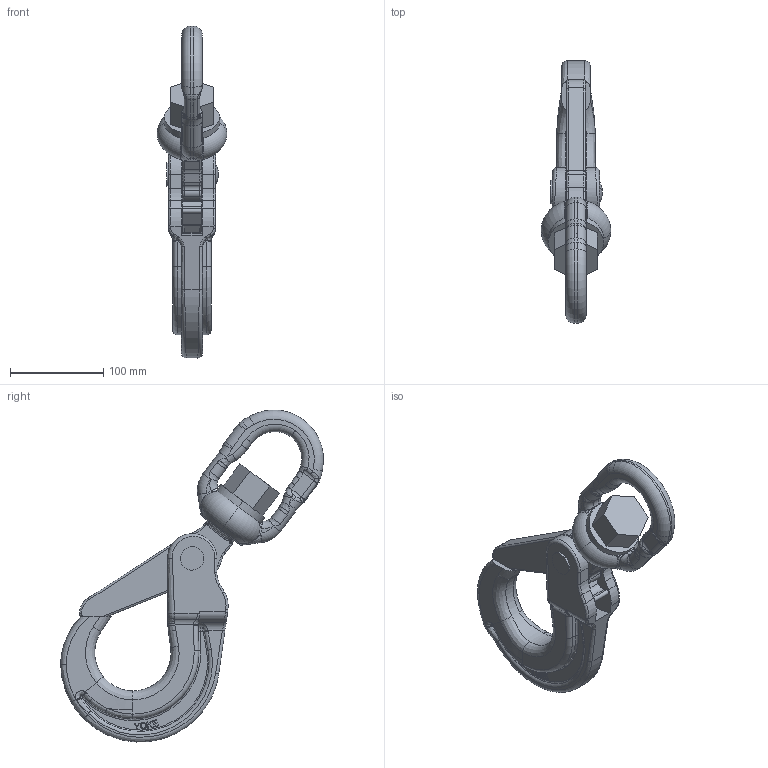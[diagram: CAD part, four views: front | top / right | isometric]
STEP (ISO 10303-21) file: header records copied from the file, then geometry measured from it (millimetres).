
FILE_DESCRIPTION(('CATIA V5 STEP Exchange'),'2;1');
FILE_NAME('8&X-027-16(NEW).stp','2014-04-28T09:18:58+00:00',('none'),('none'),'CATIA Version 5 Release 21 GA (IN-10)','CATIA V5 STEP AP214','none');
FILE_SCHEMA(('AUTOMOTIVE_DESIGN { 1 0 10303 214 1 1 1 1 }'));
Products named in the file (1): 8&X-027-16
Bounding box: 74.99 x 282.62 x 356.97 mm (x, y, z)
Volume: 1012328.7 mm3; surface area: 129415.1 mm2
Topology: 1 solids, 1 shells, 627 faces, 1566 edges, 925 vertices
Faces by surface type: bspline 210, cylinder 151, plane 142, torus 112, extrusion 6, cone 4, sphere 2
Entity records: 37361 total; most frequent: CARTESIAN_POINT 24844, ORIENTED_EDGE 3084, DIRECTION 1632, EDGE_CURVE 1542, VERTEX_POINT 925, AXIS2_PLACEMENT_3D 799, B_SPLINE_CURVE_WITH_KNOTS 658, EDGE_LOOP 641
